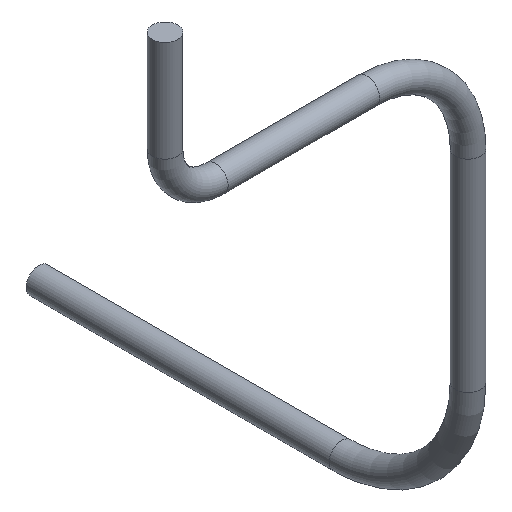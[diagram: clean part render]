
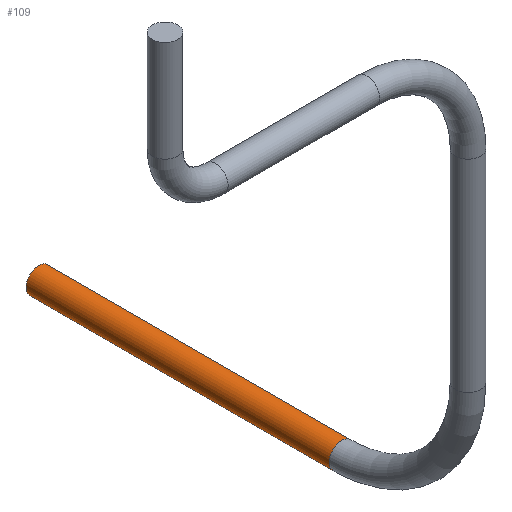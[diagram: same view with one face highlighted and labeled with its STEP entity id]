
A CAD part, isometric view. The second image highlights one B-rep face of the part: STEP entity #109.
In plain terms, the highlighted cylindrical face has radius 12.5 mm (diameter 25 mm), a full revolution.
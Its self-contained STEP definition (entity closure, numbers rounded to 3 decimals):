
#18 = DIRECTION ( 'NONE',  ( 0., -1., 0. ) ) ;
#23 = CARTESIAN_POINT ( 'NONE',  ( 300., 125., -575. ) ) ;
#30 = CYLINDRICAL_SURFACE ( 'NONE', #37, 12.5 ) ;
#34 = FACE_OUTER_BOUND ( 'NONE', #90, .T. ) ;
#37 = AXIS2_PLACEMENT_3D ( 'NONE', #23, #190, #99 ) ;
#45 = DIRECTION ( 'NONE',  ( 0., -1., 0. ) ) ;
#52 = CARTESIAN_POINT ( 'NONE',  ( 300., 425., -587.5 ) ) ;
#53 = VERTEX_POINT ( 'NONE', #209 ) ;
#61 = FACE_OUTER_BOUND ( 'NONE', #119, .T. ) ;
#63 = DIRECTION ( 'NONE',  ( 0., 0., -1. ) ) ;
#75 = EDGE_CURVE ( 'NONE', #108, #108, #125, .T. ) ;
#79 = CARTESIAN_POINT ( 'NONE',  ( 300., 425., -575. ) ) ;
#90 = EDGE_LOOP ( 'NONE', ( #198 ) ) ;
#98 = ORIENTED_EDGE ( 'NONE', *, *, #126, .F. ) ;
#99 = DIRECTION ( 'NONE',  ( 0., 0., 1. ) ) ;
#102 = CARTESIAN_POINT ( 'NONE',  ( 300., 125., -575. ) ) ;
#108 = VERTEX_POINT ( 'NONE', #52 ) ;
#109 = ADVANCED_FACE ( 'NONE', ( #34, #61 ), #30, .T. ) ;
#119 = EDGE_LOOP ( 'NONE', ( #98 ) ) ;
#120 = DIRECTION ( 'NONE',  ( 0., 0., -1. ) ) ;
#125 = CIRCLE ( 'NONE', #182, 12.5 ) ;
#126 = EDGE_CURVE ( 'NONE', #53, #53, #200, .T. ) ;
#133 = AXIS2_PLACEMENT_3D ( 'NONE', #102, #18, #63 ) ;
#182 = AXIS2_PLACEMENT_3D ( 'NONE', #79, #45, #120 ) ;
#190 = DIRECTION ( 'NONE',  ( 0., 1., 0. ) ) ;
#198 = ORIENTED_EDGE ( 'NONE', *, *, #75, .T. ) ;
#200 = CIRCLE ( 'NONE', #133, 12.5 ) ;
#209 = CARTESIAN_POINT ( 'NONE',  ( 300., 125., -587.5 ) ) ;
